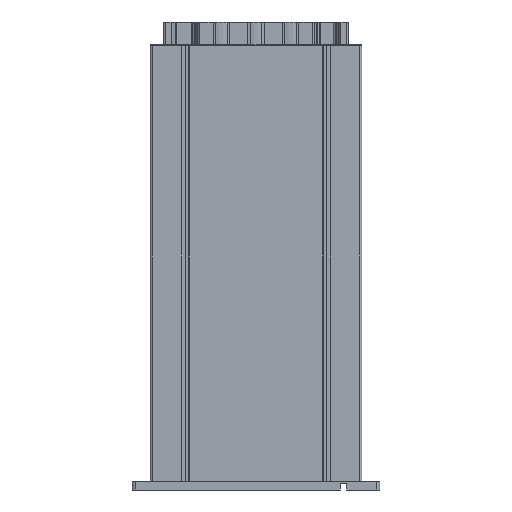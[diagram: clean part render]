
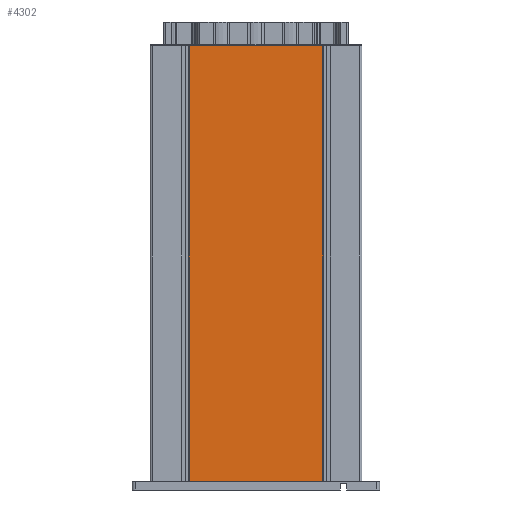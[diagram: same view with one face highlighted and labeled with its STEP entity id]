
A CAD part, front view. The second image highlights one B-rep face of the part: STEP entity #4302.
In plain terms, the highlighted planar face has unit normal (0, -1, 0).
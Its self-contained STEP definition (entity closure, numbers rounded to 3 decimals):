
#920 = VECTOR ( 'NONE', #13573, 1000. ) ;
#1074 = DIRECTION ( 'NONE',  ( 0., 0., 1. ) ) ;
#2690 = EDGE_LOOP ( 'NONE', ( #7757, #17339, #12342, #12546 ) ) ;
#2875 = CARTESIAN_POINT ( 'NONE',  ( 75.4, -30., 0. ) ) ;
#3007 = CARTESIAN_POINT ( 'NONE',  ( -75.4, -30., 0. ) ) ;
#3206 = FACE_OUTER_BOUND ( 'NONE', #2690, .T. ) ;
#4130 = LINE ( 'NONE', #13935, #14449 ) ;
#4302 = ADVANCED_FACE ( 'NONE', ( #3206 ), #12001, .F. ) ;
#4451 = EDGE_CURVE ( 'NONE', #14311, #13635, #14488, .T. ) ;
#4487 = EDGE_CURVE ( 'NONE', #9642, #14311, #25129, .T. ) ;
#5777 = EDGE_CURVE ( 'NONE', #9642, #18194, #4130, .T. ) ;
#6145 = VECTOR ( 'NONE', #1074, 1000. ) ;
#6936 = CARTESIAN_POINT ( 'NONE',  ( 0., -30., 493. ) ) ;
#7168 = DIRECTION ( 'NONE',  ( 1., 0., 0. ) ) ;
#7757 = ORIENTED_EDGE ( 'NONE', *, *, #4451, .T. ) ;
#9579 = CARTESIAN_POINT ( 'NONE',  ( 75.4, -30., 493. ) ) ;
#9642 = VERTEX_POINT ( 'NONE', #18052 ) ;
#12001 = PLANE ( 'NONE',  #24960 ) ;
#12342 = ORIENTED_EDGE ( 'NONE', *, *, #5777, .F. ) ;
#12546 = ORIENTED_EDGE ( 'NONE', *, *, #4487, .T. ) ;
#12568 = VECTOR ( 'NONE', #7168, 1000. ) ;
#12836 = CARTESIAN_POINT ( 'NONE',  ( 75.4, -30., 493. ) ) ;
#13349 = DIRECTION ( 'NONE',  ( 0., 1., 0. ) ) ;
#13573 = DIRECTION ( 'NONE',  ( 0., 0., -1. ) ) ;
#13635 = VERTEX_POINT ( 'NONE', #2875 ) ;
#13935 = CARTESIAN_POINT ( 'NONE',  ( 0., -30., 493. ) ) ;
#14311 = VERTEX_POINT ( 'NONE', #3007 ) ;
#14449 = VECTOR ( 'NONE', #22217, 1000. ) ;
#14488 = LINE ( 'NONE', #25404, #12568 ) ;
#14788 = EDGE_CURVE ( 'NONE', #13635, #18194, #19380, .T. ) ;
#17339 = ORIENTED_EDGE ( 'NONE', *, *, #14788, .T. ) ;
#17811 = CARTESIAN_POINT ( 'NONE',  ( -75.4, -30., 493. ) ) ;
#17853 = DIRECTION ( 'NONE',  ( 0., 0., 1. ) ) ;
#18052 = CARTESIAN_POINT ( 'NONE',  ( -75.4, -30., 493. ) ) ;
#18194 = VERTEX_POINT ( 'NONE', #12836 ) ;
#19380 = LINE ( 'NONE', #9579, #6145 ) ;
#22217 = DIRECTION ( 'NONE',  ( 1., 0., 0. ) ) ;
#24960 = AXIS2_PLACEMENT_3D ( 'NONE', #6936, #13349, #17853 ) ;
#25129 = LINE ( 'NONE', #17811, #920 ) ;
#25404 = CARTESIAN_POINT ( 'NONE',  ( 0., -30., 0. ) ) ;
